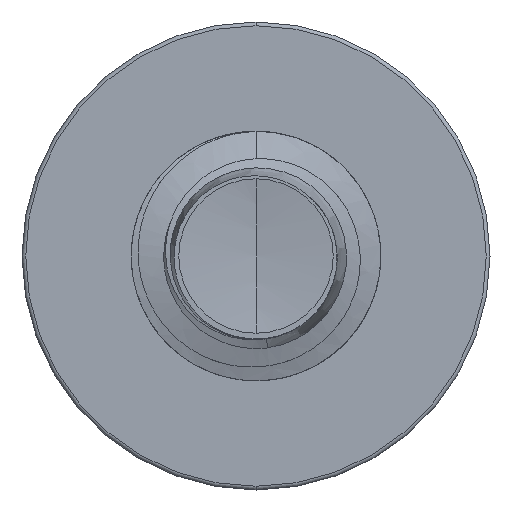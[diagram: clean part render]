
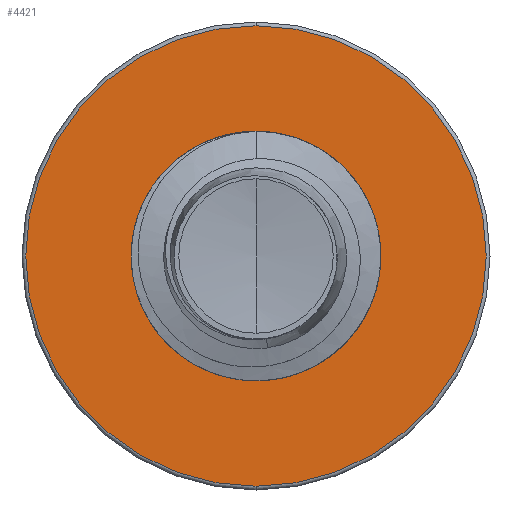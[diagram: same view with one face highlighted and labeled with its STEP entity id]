
A CAD part, front view. The second image highlights one B-rep face of the part: STEP entity #4421.
In plain terms, the highlighted planar face has unit normal (0, -1, 0).
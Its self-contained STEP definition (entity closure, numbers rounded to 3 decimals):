
#25 = ORIENTED_EDGE ( 'NONE', *, *, #10886, .F. ) ;
#247 = AXIS2_PLACEMENT_3D ( 'NONE', #5962, #12681, #7059 ) ;
#556 = EDGE_LOOP ( 'NONE', ( #11977, #9298 ) ) ;
#1009 = CARTESIAN_POINT ( 'NONE',  ( 0., 3.5, 0. ) ) ;
#1179 = CIRCLE ( 'NONE', #1485, 1.476 ) ;
#1383 = AXIS2_PLACEMENT_3D ( 'NONE', #1009, #9098, #2353 ) ;
#1458 = CARTESIAN_POINT ( 'NONE',  ( 0., 3.5, -1.476 ) ) ;
#1485 = AXIS2_PLACEMENT_3D ( 'NONE', #6125, #12839, #7209 ) ;
#1844 = ORIENTED_EDGE ( 'NONE', *, *, #11925, .F. ) ;
#1864 = AXIS2_PLACEMENT_3D ( 'NONE', #9653, #3101, #10539 ) ;
#2353 = DIRECTION ( 'NONE',  ( 0., 0., 1. ) ) ;
#2581 = CIRCLE ( 'NONE', #1383, 1.476 ) ;
#3101 = DIRECTION ( 'NONE',  ( 0., 1., 0. ) ) ;
#4421 = ADVANCED_FACE ( 'NONE', ( #12972, #10213 ), #8761, .F. ) ;
#5157 = VERTEX_POINT ( 'NONE', #5278 ) ;
#5278 = CARTESIAN_POINT ( 'NONE',  ( 0., 3.5, 0.799 ) ) ;
#5591 = AXIS2_PLACEMENT_3D ( 'NONE', #8823, #8737, #8720 ) ;
#5777 = CARTESIAN_POINT ( 'NONE',  ( 0., 3.5, -0.799 ) ) ;
#5870 = VERTEX_POINT ( 'NONE', #5777 ) ;
#5962 = CARTESIAN_POINT ( 'NONE',  ( 0., 3.5, 0. ) ) ;
#6011 = EDGE_LOOP ( 'NONE', ( #25, #1844 ) ) ;
#6125 = CARTESIAN_POINT ( 'NONE',  ( 0., 3.5, 0. ) ) ;
#6738 = CIRCLE ( 'NONE', #1864, 0.799 ) ;
#7059 = DIRECTION ( 'NONE',  ( 0., 0., 1. ) ) ;
#7209 = DIRECTION ( 'NONE',  ( 0., 0., 1. ) ) ;
#7713 = VERTEX_POINT ( 'NONE', #1458 ) ;
#8584 = VERTEX_POINT ( 'NONE', #9779 ) ;
#8720 = DIRECTION ( 'NONE',  ( 0., 0., 1. ) ) ;
#8737 = DIRECTION ( 'NONE',  ( 0., 1., 0. ) ) ;
#8761 = PLANE ( 'NONE',  #5591 ) ;
#8823 = CARTESIAN_POINT ( 'NONE',  ( 0., 3.5, -0.799 ) ) ;
#9098 = DIRECTION ( 'NONE',  ( 0., 1., 0. ) ) ;
#9298 = ORIENTED_EDGE ( 'NONE', *, *, #10385, .T. ) ;
#9653 = CARTESIAN_POINT ( 'NONE',  ( 0., 3.5, 0. ) ) ;
#9779 = CARTESIAN_POINT ( 'NONE',  ( 0., 3.5, 1.476 ) ) ;
#10213 = FACE_BOUND ( 'NONE', #556, .T. ) ;
#10385 = EDGE_CURVE ( 'NONE', #5870, #5157, #6738, .T. ) ;
#10473 = CIRCLE ( 'NONE', #247, 0.799 ) ;
#10539 = DIRECTION ( 'NONE',  ( 0., 0., 1. ) ) ;
#10886 = EDGE_CURVE ( 'NONE', #8584, #7713, #1179, .T. ) ;
#11911 = EDGE_CURVE ( 'NONE', #5157, #5870, #10473, .T. ) ;
#11925 = EDGE_CURVE ( 'NONE', #7713, #8584, #2581, .T. ) ;
#11977 = ORIENTED_EDGE ( 'NONE', *, *, #11911, .T. ) ;
#12681 = DIRECTION ( 'NONE',  ( 0., 1., 0. ) ) ;
#12839 = DIRECTION ( 'NONE',  ( 0., 1., 0. ) ) ;
#12972 = FACE_OUTER_BOUND ( 'NONE', #6011, .T. ) ;
